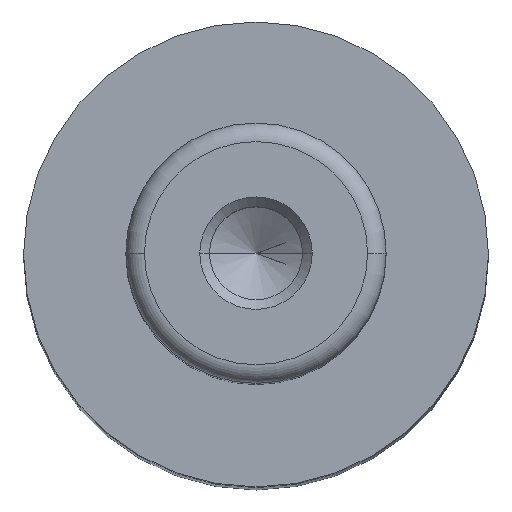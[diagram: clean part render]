
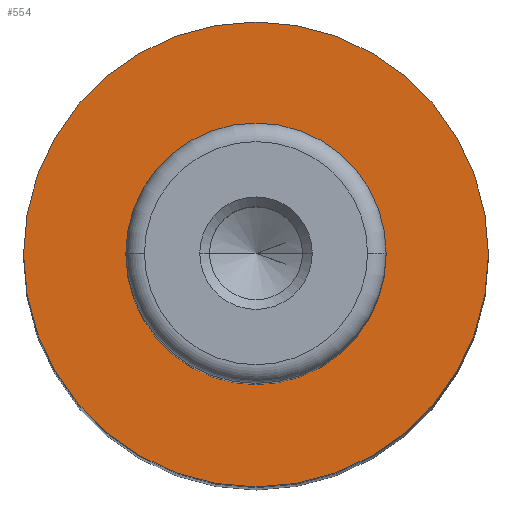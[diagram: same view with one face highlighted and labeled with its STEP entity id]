
A CAD part, top view. The second image highlights one B-rep face of the part: STEP entity #554.
In plain terms, the highlighted planar face has unit normal (0, 0, 1).
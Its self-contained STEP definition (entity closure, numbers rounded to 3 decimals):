
#21 = ORIENTED_EDGE ( 'NONE', *, *, #191, .T. ) ;
#42 = CIRCLE ( 'NONE', #605, 12.5 ) ;
#69 = VERTEX_POINT ( 'NONE', #657 ) ;
#163 = DIRECTION ( 'NONE',  ( 0., 0., -1. ) ) ;
#178 = DIRECTION ( 'NONE',  ( 0., 0., -1. ) ) ;
#191 = EDGE_CURVE ( 'NONE', #260, #720, #671, .T. ) ;
#198 = CARTESIAN_POINT ( 'NONE',  ( 0., 0., 95. ) ) ;
#234 = CIRCLE ( 'NONE', #287, 12.5 ) ;
#242 = VERTEX_POINT ( 'NONE', #518 ) ;
#250 = CARTESIAN_POINT ( 'NONE',  ( 0., 0., 95. ) ) ;
#258 = DIRECTION ( 'NONE',  ( -1., 0., 0. ) ) ;
#260 = VERTEX_POINT ( 'NONE', #351 ) ;
#271 = AXIS2_PLACEMENT_3D ( 'NONE', #621, #746, #395 ) ;
#287 = AXIS2_PLACEMENT_3D ( 'NONE', #532, #178, #596 ) ;
#301 = FACE_BOUND ( 'NONE', #324, .T. ) ;
#313 = DIRECTION ( 'NONE',  ( -1., 0., 0. ) ) ;
#324 = EDGE_LOOP ( 'NONE', ( #21, #499 ) ) ;
#327 = EDGE_CURVE ( 'NONE', #242, #69, #234, .T. ) ;
#351 = CARTESIAN_POINT ( 'NONE',  ( -7., 0., 95. ) ) ;
#360 = CIRCLE ( 'NONE', #560, 7. ) ;
#395 = DIRECTION ( 'NONE',  ( 1., 0., 0. ) ) ;
#437 = FACE_OUTER_BOUND ( 'NONE', #679, .T. ) ;
#438 = ORIENTED_EDGE ( 'NONE', *, *, #507, .F. ) ;
#440 = EDGE_CURVE ( 'NONE', #720, #260, #360, .T. ) ;
#499 = ORIENTED_EDGE ( 'NONE', *, *, #440, .T. ) ;
#507 = EDGE_CURVE ( 'NONE', #69, #242, #42, .T. ) ;
#515 = CARTESIAN_POINT ( 'NONE',  ( 0., 0., 95. ) ) ;
#516 = CARTESIAN_POINT ( 'NONE',  ( 7., 0., 95. ) ) ;
#518 = CARTESIAN_POINT ( 'NONE',  ( 12.5, 0., 95. ) ) ;
#532 = CARTESIAN_POINT ( 'NONE',  ( 0., 0., 95. ) ) ;
#554 = ADVANCED_FACE ( 'NONE', ( #301, #437 ), #614, .T. ) ;
#560 = AXIS2_PLACEMENT_3D ( 'NONE', #250, #667, #313 ) ;
#578 = DIRECTION ( 'NONE',  ( -1., 0., 0. ) ) ;
#596 = DIRECTION ( 'NONE',  ( -1., 0., 0. ) ) ;
#605 = AXIS2_PLACEMENT_3D ( 'NONE', #198, #609, #258 ) ;
#609 = DIRECTION ( 'NONE',  ( 0., 0., -1. ) ) ;
#614 = PLANE ( 'NONE',  #271 ) ;
#618 = AXIS2_PLACEMENT_3D ( 'NONE', #515, #163, #578 ) ;
#621 = CARTESIAN_POINT ( 'NONE',  ( -7., 0., 95. ) ) ;
#657 = CARTESIAN_POINT ( 'NONE',  ( -12.5, 0., 95. ) ) ;
#667 = DIRECTION ( 'NONE',  ( 0., 0., -1. ) ) ;
#671 = CIRCLE ( 'NONE', #618, 7. ) ;
#679 = EDGE_LOOP ( 'NONE', ( #438, #686 ) ) ;
#686 = ORIENTED_EDGE ( 'NONE', *, *, #327, .F. ) ;
#720 = VERTEX_POINT ( 'NONE', #516 ) ;
#746 = DIRECTION ( 'NONE',  ( 0., 0., 1. ) ) ;
